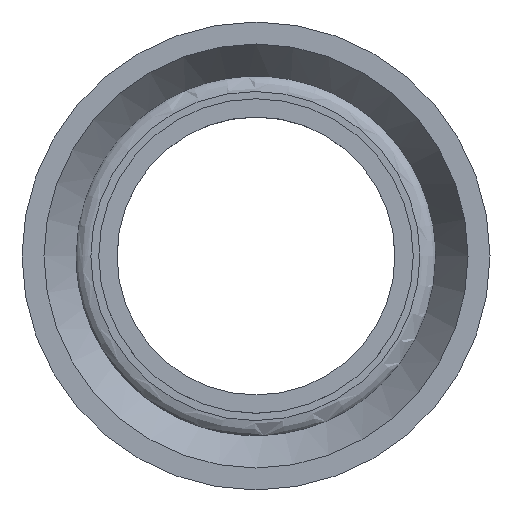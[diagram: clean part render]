
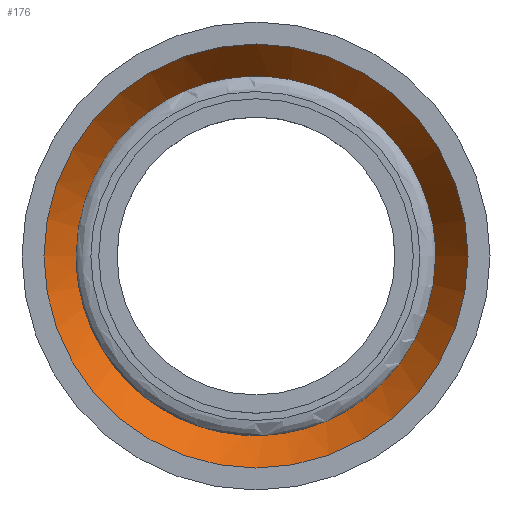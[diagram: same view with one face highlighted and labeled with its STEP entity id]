
A CAD part, top view. The second image highlights one B-rep face of the part: STEP entity #176.
In plain terms, the highlighted conical face has half-angle 33.69 degrees and reference radius 26.92 mm.
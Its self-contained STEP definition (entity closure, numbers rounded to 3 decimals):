
#24=B_SPLINE_CURVE_WITH_KNOTS('',3,(#322,#323,#324,#325,#326,#327,#328,
#329,#330,#331,#332,#333,#334,#335,#336,#337,#338,#339,#340,#341),
 .UNSPECIFIED.,.F.,.F.,(4,2,2,2,2,2,2,2,2,4),(-15.492,-14.948,
-14.404,-13.442,-12.481,-11.52,
-10.56,-9.601,-8.641,-7.747),
 .UNSPECIFIED.);
#25=B_SPLINE_CURVE_WITH_KNOTS('',3,(#343,#344,#345,#346,#347,#348,#349,
#350,#351,#352,#353,#354,#355,#356,#357,#358,#359,#360,#361,#362),
 .UNSPECIFIED.,.F.,.F.,(4,2,2,2,2,2,2,2,2,4),(-7.747,-7.681,
-6.72,-5.759,-4.797,-3.837,
-2.878,-1.919,-0.96,0.),
 .UNSPECIFIED.);
#27=CONICAL_SURFACE('',#213,26.92,0.588);
#32=LINE('',#342,#38);
#38=VECTOR('',#268,29.);
#57=FACE_OUTER_BOUND('',#73,.T.);
#73=EDGE_LOOP('',(#147,#148,#149,#150,#151));
#79=CIRCLE('',#198,28.995);
#91=VERTEX_POINT('',#292);
#99=VERTEX_POINT('',#320);
#100=VERTEX_POINT('',#321);
#104=EDGE_CURVE('',#91,#91,#79,.T.);
#116=EDGE_CURVE('',#99,#100,#24,.T.);
#117=EDGE_CURVE('',#100,#91,#32,.T.);
#118=EDGE_CURVE('',#100,#99,#25,.T.);
#147=ORIENTED_EDGE('',*,*,#116,.T.);
#148=ORIENTED_EDGE('',*,*,#117,.T.);
#149=ORIENTED_EDGE('',*,*,#104,.T.);
#150=ORIENTED_EDGE('',*,*,#117,.F.);
#151=ORIENTED_EDGE('',*,*,#118,.T.);
#176=ADVANCED_FACE('',(#57),#27,.F.);
#198=AXIS2_PLACEMENT_3D('',#293,#232,#233);
#213=AXIS2_PLACEMENT_3D('',#319,#266,#267);
#232=DIRECTION('center_axis',(0.,0.,1.));
#233=DIRECTION('ref_axis',(1.,0.,0.));
#266=DIRECTION('center_axis',(0.,0.,1.));
#267=DIRECTION('ref_axis',(1.,0.,0.));
#268=DIRECTION('',(-0.555,0.,0.832));
#292=CARTESIAN_POINT('',(36.005,0.,-30.));
#293=CARTESIAN_POINT('Origin',(65.,0.,-30.));
#319=CARTESIAN_POINT('Origin',(65.,0.,-33.113));
#320=CARTESIAN_POINT('',(89.539,0.,-36.685));
#321=CARTESIAN_POINT('',(40.374,0.,-36.554));
#322=CARTESIAN_POINT('Ctrl Pts',(89.539,0.,
-36.685));
#323=CARTESIAN_POINT('Ctrl Pts',(89.539,-1.814,-36.685));
#324=CARTESIAN_POINT('Ctrl Pts',(89.338,-3.623,-36.684));
#325=CARTESIAN_POINT('Ctrl Pts',(88.543,-7.161,-36.682));
#326=CARTESIAN_POINT('Ctrl Pts',(87.951,-8.88,-36.68));
#327=CARTESIAN_POINT('Ctrl Pts',(85.803,-13.416,-36.674));
#328=CARTESIAN_POINT('Ctrl Pts',(83.878,-16.018,-36.669));
#329=CARTESIAN_POINT('Ctrl Pts',(79.136,-20.335,-36.656));
#330=CARTESIAN_POINT('Ctrl Pts',(76.367,-22.009,-36.649));
#331=CARTESIAN_POINT('Ctrl Pts',(70.344,-24.199,-36.632));
#332=CARTESIAN_POINT('Ctrl Pts',(67.149,-24.694,-36.624));
#333=CARTESIAN_POINT('Ctrl Pts',(60.752,-24.431,-36.607));
#334=CARTESIAN_POINT('Ctrl Pts',(57.612,-23.678,-36.599));
#335=CARTESIAN_POINT('Ctrl Pts',(51.798,-21.01,-36.583));
#336=CARTESIAN_POINT('Ctrl Pts',(49.18,-19.122,-36.576));
#337=CARTESIAN_POINT('Ctrl Pts',(44.813,-14.449,-36.565));
#338=CARTESIAN_POINT('Ctrl Pts',(43.106,-11.709,-36.561));
#339=CARTESIAN_POINT('Ctrl Pts',(40.915,-5.932,-36.555));
#340=CARTESIAN_POINT('Ctrl Pts',(40.374,-2.977,-36.554));
#341=CARTESIAN_POINT('Ctrl Pts',(40.374,0.,
-36.554));
#342=CARTESIAN_POINT('',(38.08,0.,-33.113));
#343=CARTESIAN_POINT('Ctrl Pts',(40.374,0.,
-36.554));
#344=CARTESIAN_POINT('Ctrl Pts',(40.374,0.22,-36.554));
#345=CARTESIAN_POINT('Ctrl Pts',(40.377,0.439,-36.554));
#346=CARTESIAN_POINT('Ctrl Pts',(40.468,3.862,-36.554));
#347=CARTESIAN_POINT('Ctrl Pts',(41.179,7.017,-36.556));
#348=CARTESIAN_POINT('Ctrl Pts',(43.772,12.877,-36.562));
#349=CARTESIAN_POINT('Ctrl Pts',(45.63,15.527,-36.567));
#350=CARTESIAN_POINT('Ctrl Pts',(50.256,19.962,-36.579));
#351=CARTESIAN_POINT('Ctrl Pts',(52.98,21.706,-36.586));
#352=CARTESIAN_POINT('Ctrl Pts',(58.941,24.05,-36.602));
#353=CARTESIAN_POINT('Ctrl Pts',(62.12,24.628,-36.611));
#354=CARTESIAN_POINT('Ctrl Pts',(68.518,24.533,-36.628));
#355=CARTESIAN_POINT('Ctrl Pts',(71.676,23.862,-36.636));
#356=CARTESIAN_POINT('Ctrl Pts',(77.555,21.35,-36.652));
#357=CARTESIAN_POINT('Ctrl Pts',(80.22,19.533,-36.659));
#358=CARTESIAN_POINT('Ctrl Pts',(84.708,14.98,-36.671));
#359=CARTESIAN_POINT('Ctrl Pts',(86.486,12.288,-36.676));
#360=CARTESIAN_POINT('Ctrl Pts',(88.914,6.37,-36.683));
#361=CARTESIAN_POINT('Ctrl Pts',(89.539,3.2,-36.685));
#362=CARTESIAN_POINT('Ctrl Pts',(89.539,0.,
-36.685));
